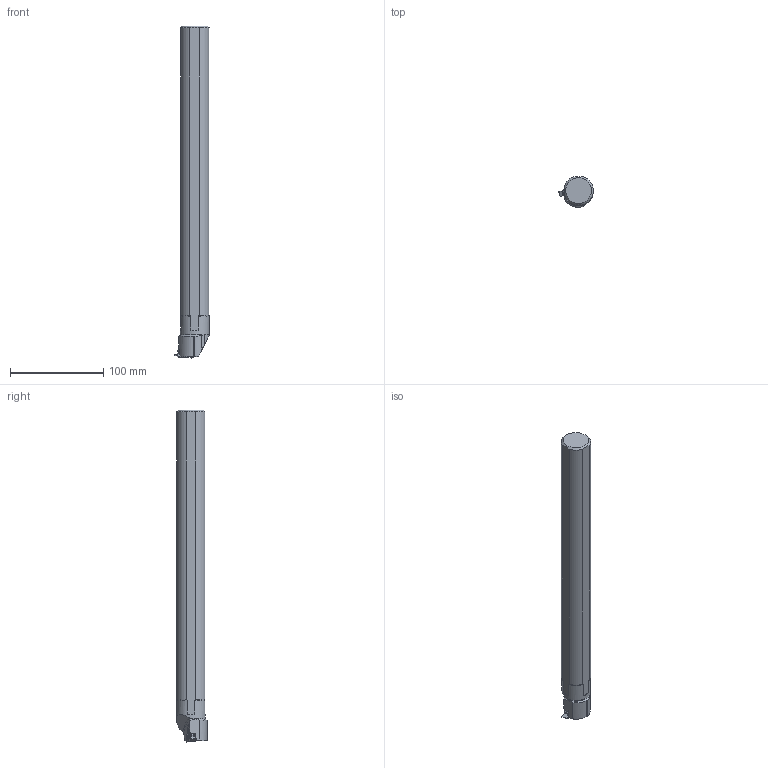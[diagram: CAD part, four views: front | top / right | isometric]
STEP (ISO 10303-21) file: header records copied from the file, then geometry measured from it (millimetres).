
FILE_DESCRIPTION(/* description */ (''),/* implementation_level */ '2;1');
FILE_NAME(/* name */ 'assy.stp',/* time_stamp */ '2018-02-28T11:36:59+01:00',/* author */ (''),/* organization */ ('SMS'),/* preprocessor_version */ 'ST-DEVELOPER v15',/* originating_system */ 'SIEMENS PLM Software NX 8.5',/* authorisation */ '');
FILE_SCHEMA (('AUTOMOTIVE_DESIGN { 1 0 10303 214 3 1 1 1 }'));
Length unit declared in the file: millimetre
Products named in the file (4): ASSEMBLY_CONSTRUCTION; NOCUT; CUT; ASSY
Assembly tree (3 placements, depth 2):
  ASSY
    CUT
    NOCUT
    ASSEMBLY_CONSTRUCTION
Bounding box: 37.17 x 32.29 x 356.24 mm (x, y, z)
Volume: 267832.6 mm3; surface area: 36904.9 mm2
Topology: 2 solids, 2 shells, 99 faces, 292 edges, 203 vertices
Faces by surface type: plane 55, cylinder 27, cone 8, torus 6, bspline 3
Full cylindrical faces by diameter (mm): 5.7 x1
Entity records: 4349 total; most frequent: CARTESIAN_POINT 1599, ORIENTED_EDGE 568, DIRECTION 524, EDGE_CURVE 284, VERTEX_POINT 193, AXIS2_PLACEMENT_3D 184, LINE 156, VECTOR 156
